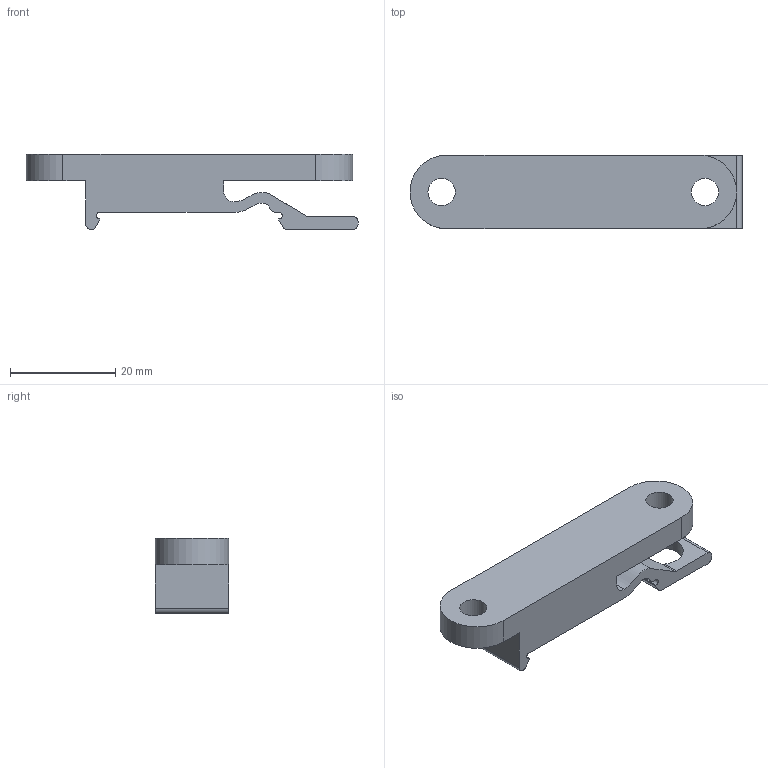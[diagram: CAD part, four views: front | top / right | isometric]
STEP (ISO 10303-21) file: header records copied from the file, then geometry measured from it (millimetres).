
FILE_DESCRIPTION(/* description */ ('STEP AP242','CAx-IF Rec.Pracs.---Representation and Presentation of Product Manufacturing Information (PMI)---4.0---2014-10-13','CAx-IF Rec.Pracs.---3D Tessellated Geometry---0.4---2014-09-14','2;1'),/* implementation_level */ '2;1');
FILE_NAME(/* name */ 'bottom electronics parts - DIN rail clip - LRS200 LRS350',/* time_stamp */ '2025-04-21T01:14:30Z',/* author */ (''),/* organization */ (''),/* preprocessor_version */ 'ST-DEVELOPER v20',/* originating_system */ 'ONSHAPE BY PTC INC, 1.196',/* authorisation */ ' ');
FILE_SCHEMA (('AP242_MANAGED_MODEL_BASED_3D_ENGINEERING_MIM_LF { 1 0 10303 442 1 1 4 }'));
Length unit declared in the file: metre
Products named in the file (1): DIN rail clip -  LRS200 LRS350
Bounding box: 63.02 x 14 x 14.25 mm (x, y, z)
Volume: 7002 mm3; surface area: 3870.9 mm2
Topology: 1 solids, 1 shells, 35 faces, 102 edges, 68 vertices
Faces by surface type: plane 18, cylinder 15, bspline 2
Full cylindrical faces by diameter (mm): 5.2 x2, 9 x1
Entity records: 1255 total; most frequent: CARTESIAN_POINT 299, ORIENTED_EDGE 196, DIRECTION 189, EDGE_CURVE 98, VERTEX_POINT 67, LINE 63, VECTOR 63, AXIS2_PLACEMENT_3D 63
